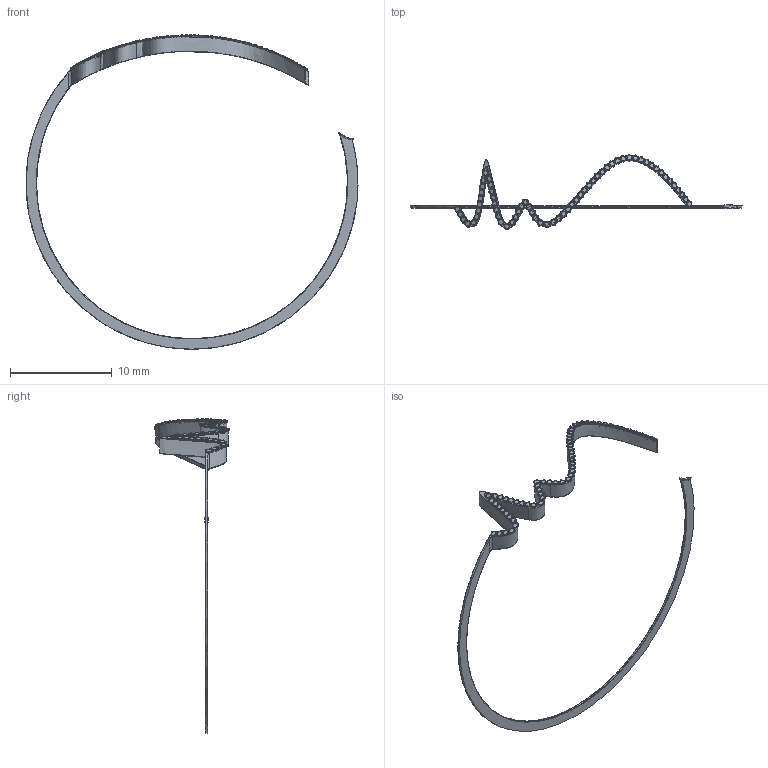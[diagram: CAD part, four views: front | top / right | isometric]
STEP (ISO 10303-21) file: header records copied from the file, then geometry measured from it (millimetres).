
FILE_DESCRIPTION(('FreeCAD Model'),'2;1');
FILE_NAME('Open CASCADE Shape Model','2025-04-25T17:05:58',('FreeCAD'),( 'FreeCAD'),'Open CASCADE STEP processor 7.6','FreeCAD','Unknown');
FILE_SCHEMA(('AUTOMOTIVE_DESIGN { 1 0 10303 214 1 1 1 1 }'));
Products named in the file (1): Open CASCADE STEP translator 7.6 1
Bounding box: 32.7 x 7.42 x 30.97 mm (x, y, z)
Volume: 60.6 mm3; surface area: 485.6 mm2
Topology: 263 solids, 264 shells, 5302 faces, 13011 edges, 8236 vertices
Faces by surface type: bspline 5302
Entity records: 156540 total; most frequent: CARTESIAN_POINT 77876, ORIENTED_EDGE 25998, EDGE_CURVE 12999, B_SPLINE_CURVE_WITH_KNOTS 11068, VERTEX_POINT 8226, FACE_BOUND 5303, EDGE_LOOP 5302, ADVANCED_FACE 5301
